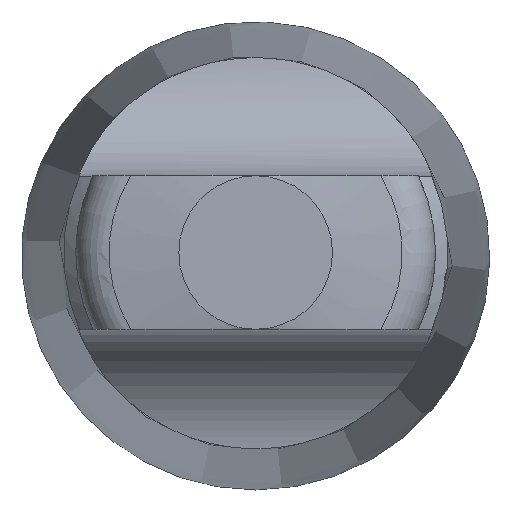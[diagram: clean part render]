
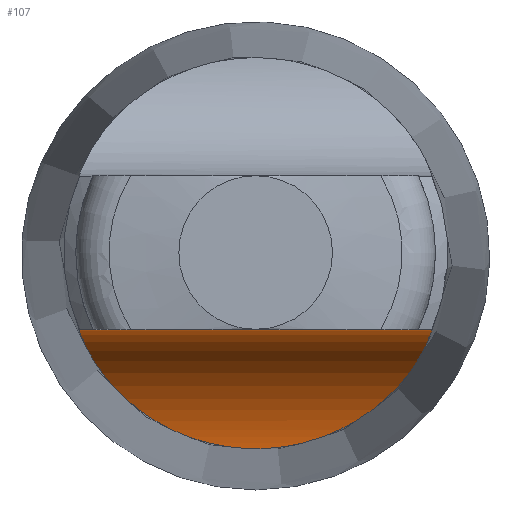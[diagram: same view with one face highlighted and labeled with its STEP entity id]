
A CAD part, top view. The second image highlights one B-rep face of the part: STEP entity #107.
In plain terms, the highlighted cylindrical face has radius 7 mm (diameter 14 mm), a partial arc.
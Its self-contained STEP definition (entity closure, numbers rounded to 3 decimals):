
#107=ADVANCED_FACE('240[2]',(#289),#290,.F.);
#171=EDGE_CURVE('240[2]',#383,#285,#384,.T.);
#224=EDGE_CURVE('240[2]',#285,#383,#451,.T.);
#285=VERTEX_POINT('',#515);
#289=FACE_OUTER_BOUND('',#521,.T.);
#290=CYLINDRICAL_SURFACE('',#522,7.0);
#383=VERTEX_POINT('',#824);
#384=LINE('',#825,#826);
#451=B_SPLINE_CURVE_WITH_KNOTS('',3,(#1045,#1046,#1047,#1048,#1049,#1050,#1051,#1052,#1053,#1054,#1055,#1056,#1057,#1058,#1059,#1060,#1061,#1062,#1063,#1064,#1065,#1066,#1067,#1068,#1069,#1070,#1071,#1072,#1073,#1074,#1075,#1076,#1077,#1078,#1079,#1080,#1081,#1082,#1083,#1084,#1085,#1086,#1087,#1088,#1089,#1090,#1091,#1092,#1093,#1094,#1095,#1096,#1097,#1098,#1099),.UNSPECIFIED.,.F.,.F.,(4,2,2,2,2,2,2,2,2,2,2,2,2,3,2,2,2,2,2,2,2,2,2,2,2,2,4),(-14.809,-14.682,-13.534,-12.386,-11.237,-10.089,-9.381,-8.673,-7.965,-7.257,-5.442,-3.628,-1.814,0.,1.814,3.628,5.442,7.257,7.965,8.673,9.381,10.089,11.237,12.386,13.534,14.682,14.809),.UNSPECIFIED.);
#515=CARTESIAN_POINT('',(9.056,-3.95,81.));
#521=EDGE_LOOP('',(#1177,#1178));
#522=AXIS2_PLACEMENT_3D('',#1179,#1180,#1181);
#824=CARTESIAN_POINT('',(-9.056,-3.95,81.));
#825=CARTESIAN_POINT('',(-98.0,-3.95,81.));
#826=VECTOR('',#1264,1.0);
#1045=CARTESIAN_POINT('',(9.056,-3.95,81.));
#1046=CARTESIAN_POINT('',(9.057,-3.95,80.957));
#1047=CARTESIAN_POINT('',(9.058,-3.95,80.915));
#1048=CARTESIAN_POINT('',(9.068,-3.954,80.49));
#1049=CARTESIAN_POINT('',(9.063,-3.99,80.093));
#1050=CARTESIAN_POINT('',(9.021,-4.133,79.304));
#1051=CARTESIAN_POINT('',(8.983,-4.239,78.91));
#1052=CARTESIAN_POINT('',(8.868,-4.517,78.154));
#1053=CARTESIAN_POINT('',(8.791,-4.687,77.791));
#1054=CARTESIAN_POINT('',(8.593,-5.075,77.117));
#1055=CARTESIAN_POINT('',(8.472,-5.291,76.807));
#1056=CARTESIAN_POINT('',(8.245,-5.654,76.36));
#1057=CARTESIAN_POINT('',(8.146,-5.804,76.191));
#1058=CARTESIAN_POINT('',(7.921,-6.12,75.871));
#1059=CARTESIAN_POINT('',(7.797,-6.285,75.719));
#1060=CARTESIAN_POINT('',(7.525,-6.618,75.44));
#1061=CARTESIAN_POINT('',(7.379,-6.786,75.312));
#1062=CARTESIAN_POINT('',(7.072,-7.113,75.084));
#1063=CARTESIAN_POINT('',(6.912,-7.272,74.984));
#1064=CARTESIAN_POINT('',(6.339,-7.804,74.674));
#1065=CARTESIAN_POINT('',(5.868,-8.173,74.507));
#1066=CARTESIAN_POINT('',(4.834,-8.831,74.262));
#1067=CARTESIAN_POINT('',(4.27,-9.121,74.182));
#1068=CARTESIAN_POINT('',(3.09,-9.588,74.072));
#1069=CARTESIAN_POINT('',(2.473,-9.766,74.042));
#1070=CARTESIAN_POINT('',(1.23,-10.,74.006));
#1071=CARTESIAN_POINT('',(0.605,-10.055,74.0));
#1072=CARTESIAN_POINT('',(0.,-10.055,74.0));
#1073=CARTESIAN_POINT('',(-0.605,-10.055,74.0));
#1074=CARTESIAN_POINT('',(-1.23,-10.,74.006));
#1075=CARTESIAN_POINT('',(-2.473,-9.766,74.042));
#1076=CARTESIAN_POINT('',(-3.09,-9.588,74.072));
#1077=CARTESIAN_POINT('',(-4.27,-9.121,74.182));
#1078=CARTESIAN_POINT('',(-4.834,-8.831,74.262));
#1079=CARTESIAN_POINT('',(-5.868,-8.173,74.507));
#1080=CARTESIAN_POINT('',(-6.339,-7.804,74.674));
#1081=CARTESIAN_POINT('',(-6.912,-7.272,74.984));
#1082=CARTESIAN_POINT('',(-7.072,-7.113,75.084));
#1083=CARTESIAN_POINT('',(-7.379,-6.786,75.312));
#1084=CARTESIAN_POINT('',(-7.525,-6.618,75.44));
#1085=CARTESIAN_POINT('',(-7.797,-6.285,75.719));
#1086=CARTESIAN_POINT('',(-7.921,-6.12,75.871));
#1087=CARTESIAN_POINT('',(-8.146,-5.804,76.191));
#1088=CARTESIAN_POINT('',(-8.245,-5.654,76.36));
#1089=CARTESIAN_POINT('',(-8.472,-5.291,76.807));
#1090=CARTESIAN_POINT('',(-8.593,-5.075,77.117));
#1091=CARTESIAN_POINT('',(-8.791,-4.687,77.791));
#1092=CARTESIAN_POINT('',(-8.868,-4.517,78.154));
#1093=CARTESIAN_POINT('',(-8.983,-4.239,78.91));
#1094=CARTESIAN_POINT('',(-9.021,-4.133,79.304));
#1095=CARTESIAN_POINT('',(-9.063,-3.99,80.093));
#1096=CARTESIAN_POINT('',(-9.068,-3.954,80.49));
#1097=CARTESIAN_POINT('',(-9.058,-3.95,80.915));
#1098=CARTESIAN_POINT('',(-9.057,-3.95,80.957));
#1099=CARTESIAN_POINT('',(-9.056,-3.95,81.));
#1177=ORIENTED_EDGE('',*,*,#224,.F.);
#1178=ORIENTED_EDGE('',*,*,#171,.F.);
#1179=CARTESIAN_POINT('',(-98.0,-10.95,80.943));
#1180=DIRECTION('',(-1.0,0.,0.));
#1181=DIRECTION('',(0.,0.,-1.0));
#1264=DIRECTION('',(1.0,0.,0.));
